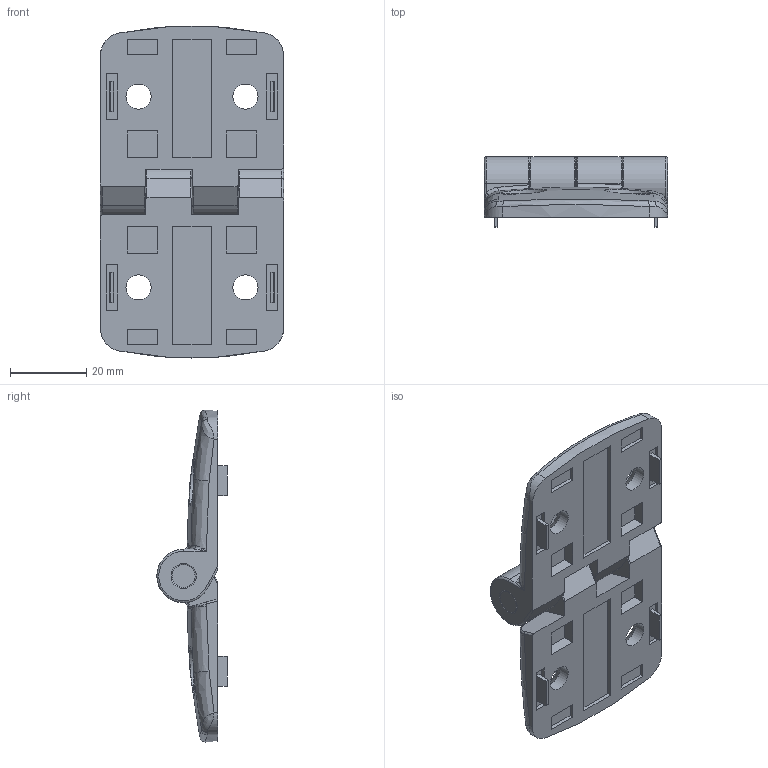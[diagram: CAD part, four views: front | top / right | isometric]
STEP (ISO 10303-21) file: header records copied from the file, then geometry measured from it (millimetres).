
FILE_DESCRIPTION((''),'2;1');
FILE_NAME('AR3356.stp','2016-08-04T14:16:38',('Envy'),(''),'Autodesk Inventor 2013','Autodesk Inventor 2013','');
FILE_SCHEMA(('AUTOMOTIVE_DESIGN { 1 0 10303 214 1 1 1 1 }'));
Length unit declared in the file: millimetre
Products named in the file (4): AR3356; AR3356 1; AR3356 2; AR3356 3
Assembly tree (3 placements, depth 2):
  AR3356
    AR3356 1
    AR3356 2
    AR3356 3
Bounding box: 48 x 18.4 x 87 mm (x, y, z)
Volume: 27010.2 mm3; surface area: 14308.4 mm2
Topology: 3 solids, 3 shells, 225 faces, 569 edges, 358 vertices
Faces by surface type: plane 116, bspline 50, cylinder 41, torus 14, cone 4
Full cylindrical faces by diameter (mm): 6 x5, 6.6 x4
Entity records: 9504 total; most frequent: CARTESIAN_POINT 4306, ORIENTED_EDGE 1092, DIRECTION 956, EDGE_CURVE 546, VERTEX_POINT 356, AXIS2_PLACEMENT_3D 330, VECTOR 296, LINE 296
